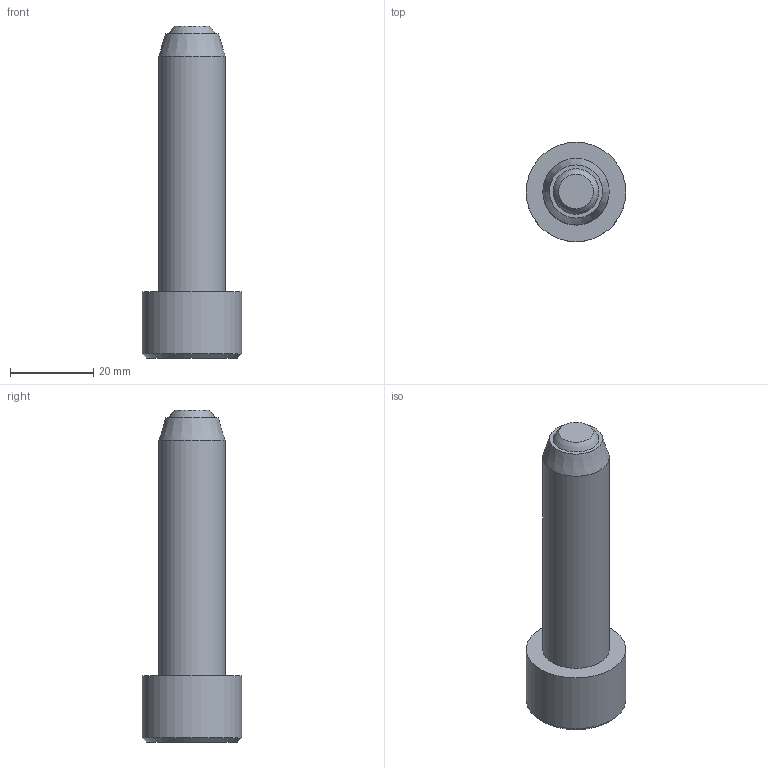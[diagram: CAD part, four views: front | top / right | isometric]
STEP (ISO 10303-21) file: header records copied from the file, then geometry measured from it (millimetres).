
FILE_DESCRIPTION( ( 'Unknown' ), '1' );
FILE_NAME( 'PT17B-1665.stp', 'Unknown', ( 'Unknown' ), ( 'Unknown' ), 'XStep 1.0', 'Unknown', ' ' );
FILE_SCHEMA( ( 'CONFIG_CONTROL_DESIGN' ) );
Length unit declared in the file: millimetre
Products named in the file (1): 1
Bounding box: 24 x 24 x 80 mm (x, y, z)
Volume: 18270.2 mm3; surface area: 5517 mm2
Topology: 1 solids, 1 shells, 16 faces, 33 edges, 22 vertices
Faces by surface type: plane 11, cone 2, cylinder 2, sphere 1
Full cylindrical faces by diameter (mm): 16 x1, 24 x1
Entity records: 426 total; most frequent: DIRECTION 68, CARTESIAN_POINT 63, ORIENTED_EDGE 52, EDGE_CURVE 26, AXIS2_PLACEMENT_3D 25, EDGE_LOOP 24, VERTEX_POINT 20, FACE_OUTER_BOUND 19
